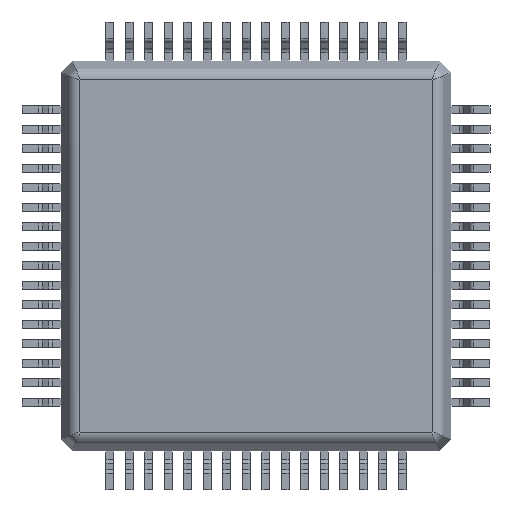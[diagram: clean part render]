
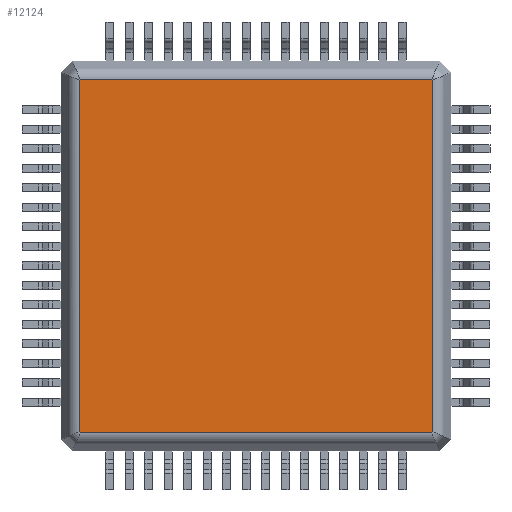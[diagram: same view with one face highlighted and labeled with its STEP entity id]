
A CAD part, front view. The second image highlights one B-rep face of the part: STEP entity #12124.
In plain terms, the highlighted planar face has unit normal (0, -1, 0).
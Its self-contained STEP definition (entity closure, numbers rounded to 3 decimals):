
#623 = CARTESIAN_POINT ( 'NONE',  ( 4.594, 0., -4.535 ) ) ;
#1849 = DIRECTION ( 'NONE',  ( 0., 0., -1. ) ) ;
#2132 = CARTESIAN_POINT ( 'NONE',  ( -4.507, 0., 4.535 ) ) ;
#3445 = CARTESIAN_POINT ( 'NONE',  ( 4.535, 0., -4.507 ) ) ;
#3557 = EDGE_CURVE ( 'NONE', #44915, #39024, #24710, .T. ) ;
#4163 = CARTESIAN_POINT ( 'NONE',  ( 4.535, 0., 4.507 ) ) ;
#4525 = DIRECTION ( 'NONE',  ( 0.707, 0., 0.707 ) ) ;
#5869 = VERTEX_POINT ( 'NONE', #3445 ) ;
#6817 = ORIENTED_EDGE ( 'NONE', *, *, #28793, .T. ) ;
#7619 = AXIS2_PLACEMENT_3D ( 'NONE', #15467, #29259, #43348 ) ;
#8956 = CARTESIAN_POINT ( 'NONE',  ( 4.535, 0., 4.594 ) ) ;
#9005 = CARTESIAN_POINT ( 'NONE',  ( -4.535, 0., -4.594 ) ) ;
#9311 = EDGE_CURVE ( 'NONE', #39024, #17054, #27464, .T. ) ;
#9886 = VERTEX_POINT ( 'NONE', #16927 ) ;
#11229 = VECTOR ( 'NONE', #24469, 1000. ) ;
#11500 = DIRECTION ( 'NONE',  ( 0.707, 0., -0.707 ) ) ;
#11671 = EDGE_CURVE ( 'NONE', #15581, #30710, #14154, .T. ) ;
#12124 = ADVANCED_FACE ( 'NONE', ( #18432 ), #22163, .T. ) ;
#13290 = CARTESIAN_POINT ( 'NONE',  ( -4.535, 0., 4.507 ) ) ;
#13502 = EDGE_LOOP ( 'NONE', ( #16950, #17711, #28240, #39943, #6817, #40664, #45049, #26025 ) ) ;
#13536 = VECTOR ( 'NONE', #14741, 1000. ) ;
#14154 = LINE ( 'NONE', #21545, #39988 ) ;
#14741 = DIRECTION ( 'NONE',  ( 1., 0., 0. ) ) ;
#15467 = CARTESIAN_POINT ( 'NONE',  ( 0., 0., 0. ) ) ;
#15581 = VERTEX_POINT ( 'NONE', #4163 ) ;
#15683 = DIRECTION ( 'NONE',  ( 0., 0., 1. ) ) ;
#16927 = CARTESIAN_POINT ( 'NONE',  ( -4.507, 0., -4.535 ) ) ;
#16950 = ORIENTED_EDGE ( 'NONE', *, *, #3557, .T. ) ;
#17054 = VERTEX_POINT ( 'NONE', #34447 ) ;
#17711 = ORIENTED_EDGE ( 'NONE', *, *, #9311, .T. ) ;
#18009 = VECTOR ( 'NONE', #15683, 1000. ) ;
#18176 = LINE ( 'NONE', #623, #13536 ) ;
#18390 = CARTESIAN_POINT ( 'NONE',  ( -4.446, 0., -4.597 ) ) ;
#18432 = FACE_OUTER_BOUND ( 'NONE', #13502, .T. ) ;
#20308 = CARTESIAN_POINT ( 'NONE',  ( -4.597, 0., 4.446 ) ) ;
#21545 = CARTESIAN_POINT ( 'NONE',  ( 4.446, 0., 4.597 ) ) ;
#21965 = LINE ( 'NONE', #36048, #36395 ) ;
#22163 = PLANE ( 'NONE',  #7619 ) ;
#22739 = VECTOR ( 'NONE', #1849, 1000. ) ;
#22837 = LINE ( 'NONE', #8956, #18009 ) ;
#24107 = DIRECTION ( 'NONE',  ( -0.707, 0., 0.707 ) ) ;
#24469 = DIRECTION ( 'NONE',  ( -0.707, 0., -0.707 ) ) ;
#24710 = LINE ( 'NONE', #20308, #11229 ) ;
#25416 = VECTOR ( 'NONE', #11500, 1000. ) ;
#26025 = ORIENTED_EDGE ( 'NONE', *, *, #28923, .T. ) ;
#27464 = LINE ( 'NONE', #9005, #22739 ) ;
#28240 = ORIENTED_EDGE ( 'NONE', *, *, #28443, .T. ) ;
#28443 = EDGE_CURVE ( 'NONE', #17054, #9886, #43306, .T. ) ;
#28793 = EDGE_CURVE ( 'NONE', #35065, #5869, #28945, .T. ) ;
#28923 = EDGE_CURVE ( 'NONE', #30710, #44915, #21965, .T. ) ;
#28945 = LINE ( 'NONE', #43025, #38663 ) ;
#29259 = DIRECTION ( 'NONE',  ( 0., -1., 0. ) ) ;
#29349 = CARTESIAN_POINT ( 'NONE',  ( 4.507, 0., -4.535 ) ) ;
#30710 = VERTEX_POINT ( 'NONE', #32090 ) ;
#32090 = CARTESIAN_POINT ( 'NONE',  ( 4.507, 0., 4.535 ) ) ;
#34447 = CARTESIAN_POINT ( 'NONE',  ( -4.535, 0., -4.507 ) ) ;
#35065 = VERTEX_POINT ( 'NONE', #29349 ) ;
#36048 = CARTESIAN_POINT ( 'NONE',  ( -4.594, 0., 4.535 ) ) ;
#36395 = VECTOR ( 'NONE', #42914, 1000. ) ;
#38663 = VECTOR ( 'NONE', #4525, 1000. ) ;
#39024 = VERTEX_POINT ( 'NONE', #13290 ) ;
#39943 = ORIENTED_EDGE ( 'NONE', *, *, #42211, .T. ) ;
#39988 = VECTOR ( 'NONE', #24107, 1000. ) ;
#40664 = ORIENTED_EDGE ( 'NONE', *, *, #43130, .T. ) ;
#42211 = EDGE_CURVE ( 'NONE', #9886, #35065, #18176, .T. ) ;
#42914 = DIRECTION ( 'NONE',  ( -1., 0., 0. ) ) ;
#43025 = CARTESIAN_POINT ( 'NONE',  ( 4.597, 0., -4.446 ) ) ;
#43130 = EDGE_CURVE ( 'NONE', #5869, #15581, #22837, .T. ) ;
#43306 = LINE ( 'NONE', #18390, #25416 ) ;
#43348 = DIRECTION ( 'NONE',  ( 0., 0., -1. ) ) ;
#44915 = VERTEX_POINT ( 'NONE', #2132 ) ;
#45049 = ORIENTED_EDGE ( 'NONE', *, *, #11671, .T. ) ;
